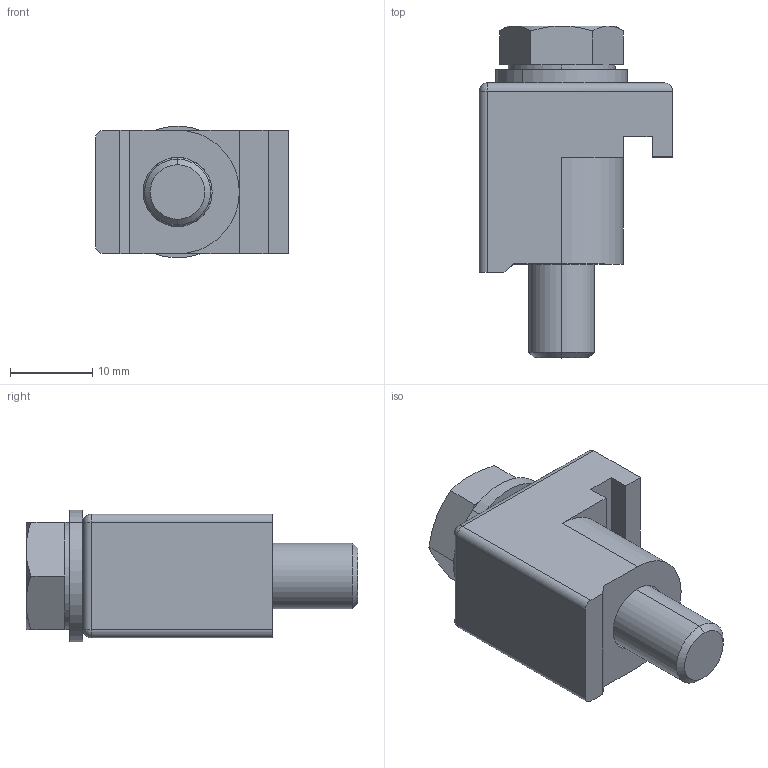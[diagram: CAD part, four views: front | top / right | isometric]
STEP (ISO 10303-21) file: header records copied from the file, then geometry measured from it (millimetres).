
FILE_DESCRIPTION (( 'STEP AP214' ), '1' );
FILE_NAME ('350BPR100.step', '2017-07-07T04:59:29', ( 'install' ), ( '' ), 'SwSTEP 2.0', 'SolidWorks 2015', '' );
FILE_SCHEMA (( 'AUTOMOTIVE_DESIGN' ));
Length unit declared in the file: millimetre
Products named in the file (1): 350BPR100
Bounding box: 23.5 x 40.3 x 15.96 mm (x, y, z)
Volume: 7703.9 mm3; surface area: 4461.6 mm2
Topology: 3 solids, 3 shells, 61 faces, 136 edges, 80 vertices
Faces by surface type: plane 31, cylinder 18, cone 8, sphere 2, torus 2
Entity records: 2427 total; most frequent: CARTESIAN_POINT 350, DIRECTION 292, ORIENTED_EDGE 268, EDGE_CURVE 134, AXIS2_PLACEMENT_3D 110, VERTEX_POINT 80, VECTOR 72, LINE 72
